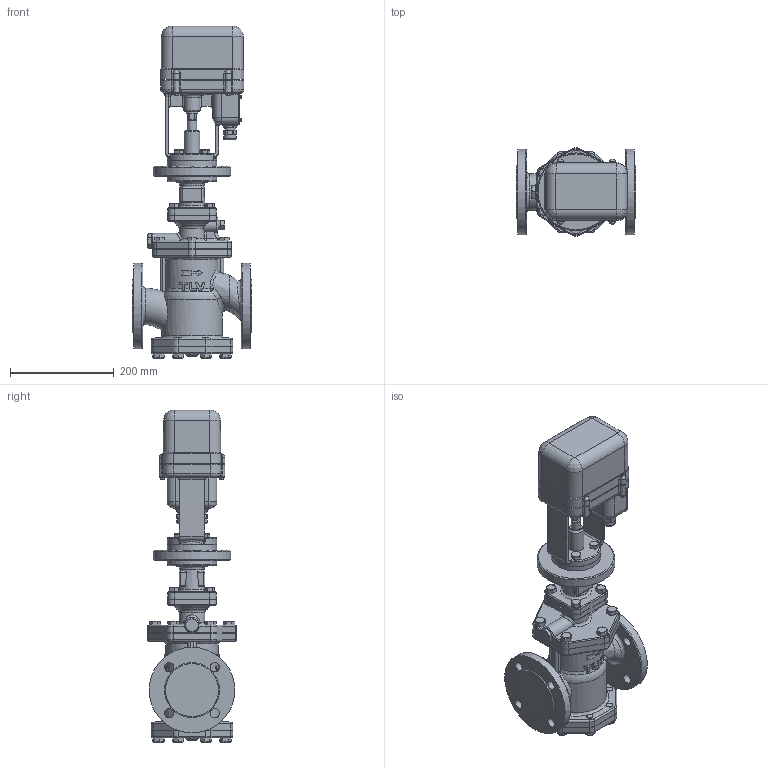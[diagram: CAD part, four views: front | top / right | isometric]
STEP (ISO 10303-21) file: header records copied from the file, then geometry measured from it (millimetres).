
FILE_DESCRIPTION((''),'2;1');
FILE_NAME('ccr3x-050-e0025-00.stp','2009-08-27T17:02:04',('sonoe'),(''),'Autodesk Inventor 2008','Autodesk Inventor 2008','');
FILE_SCHEMA(('AUTOMOTIVE_DESIGN { 1 0 10303 214 1 1 1 1 }'));
Length unit declared in the file: millimetre
Products named in the file (1): ccr3x-050-e0025-00
Bounding box: 230 x 171.16 x 640 mm (x, y, z)
Volume: 7519252.1 mm3; surface area: 615257.1 mm2
Topology: 1 solids, 1 shells, 1270 faces, 3099 edges, 1940 vertices
Faces by surface type: plane 488, cylinder 331, bspline 314, torus 73, cone 52, sphere 12
Full cylindrical faces by diameter (mm): 2.459 x2, 4 x2, 4.6 x2, 5.3 x2, 6 x6, 7 x2, 10 x16, 12 x28, 18 x1, 20 x1, 23 x1, 24 x1, 28 x1, 30 x1, 32 x1, 45 x1, 50 x1, 80 x1, 95 x3, 100 x1, 102 x2, 117 x1, 120 x1, 150 x1, 165 x2
Entity records: 62420 total; most frequent: CARTESIAN_POINT 35128, ORIENTED_EDGE 5674, DIRECTION 5270, EDGE_CURVE 2837, AXIS2_PLACEMENT_3D 2018, VERTEX_POINT 1881, EDGE_LOOP 1656, FACE_OUTER_BOUND 1270
